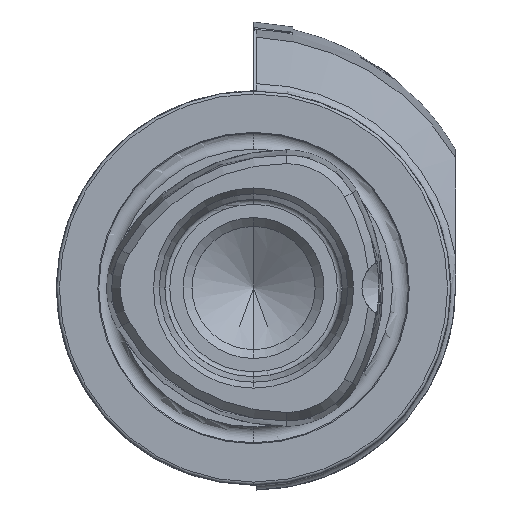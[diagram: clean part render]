
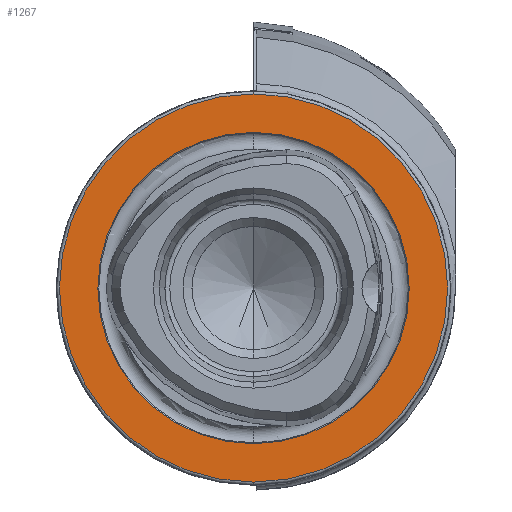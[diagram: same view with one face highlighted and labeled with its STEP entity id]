
A CAD part, left-side view. The second image highlights one B-rep face of the part: STEP entity #1267.
In plain terms, the highlighted planar face has unit normal (-1, 0, 0).
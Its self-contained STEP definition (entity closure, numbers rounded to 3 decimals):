
#648 = CARTESIAN_POINT ( 'NONE',  ( 0., 0., -19.7 ) ) ;
#649 = CARTESIAN_POINT ( 'NONE',  ( 0., 0., 19.7 ) ) ;
#659 = CARTESIAN_POINT ( 'NONE',  ( 0., 0., -15.8 ) ) ;
#709 = CARTESIAN_POINT ( 'NONE',  ( 0., 0., 15.8 ) ) ;
#780 = AXIS2_PLACEMENT_3D ( 'NONE', #6020, #6011, #6010 ) ;
#1046 = EDGE_LOOP ( 'NONE', ( #6779, #6778 ) ) ;
#1069 = EDGE_LOOP ( 'NONE', ( #6782, #6780 ) ) ;
#1267 = ADVANCED_FACE ( 'NONE', ( #6098, #6082 ), #6018, .F. ) ;
#2606 = CIRCLE ( 'NONE', #9434, 15.8 ) ;
#2609 = CIRCLE ( 'NONE', #9433, 19.7 ) ;
#2764 = CIRCLE ( 'NONE', #9381, 19.7 ) ;
#2772 = CIRCLE ( 'NONE', #9378, 15.8 ) ;
#4303 = EDGE_CURVE ( 'NONE', #8492, #8542, #2772, .T. ) ;
#4307 = EDGE_CURVE ( 'NONE', #8482, #8481, #2764, .T. ) ;
#4956 = CARTESIAN_POINT ( 'NONE',  ( 0., 0., 0. ) ) ;
#4957 = DIRECTION ( 'NONE',  ( -1., 0., 0. ) ) ;
#4958 = DIRECTION ( 'NONE',  ( 0., 0., 1. ) ) ;
#4960 = CARTESIAN_POINT ( 'NONE',  ( 0., 0., 0. ) ) ;
#4961 = DIRECTION ( 'NONE',  ( -1., 0., 0. ) ) ;
#4962 = DIRECTION ( 'NONE',  ( 0., 0., 1. ) ) ;
#5284 = CARTESIAN_POINT ( 'NONE',  ( 0., 0., 0. ) ) ;
#5285 = DIRECTION ( 'NONE',  ( -1., 0., 0. ) ) ;
#5286 = DIRECTION ( 'NONE',  ( 0., 0., 1. ) ) ;
#5295 = CARTESIAN_POINT ( 'NONE',  ( 0., 0., 0. ) ) ;
#5296 = DIRECTION ( 'NONE',  ( -1., 0., 0. ) ) ;
#5297 = DIRECTION ( 'NONE',  ( 0., 0., 1. ) ) ;
#6010 = DIRECTION ( 'NONE',  ( 0., 0., -1. ) ) ;
#6011 = DIRECTION ( 'NONE',  ( 1., 0., 0. ) ) ;
#6018 = PLANE ( 'NONE',  #780 ) ;
#6020 = CARTESIAN_POINT ( 'NONE',  ( 0., 15.8, 0. ) ) ;
#6082 = FACE_OUTER_BOUND ( 'NONE', #1046, .T. ) ;
#6098 = FACE_BOUND ( 'NONE', #1069, .T. ) ;
#6129 = EDGE_CURVE ( 'NONE', #8481, #8482, #2609, .T. ) ;
#6130 = EDGE_CURVE ( 'NONE', #8542, #8492, #2606, .T. ) ;
#6778 = ORIENTED_EDGE ( 'NONE', *, *, #6129, .T. ) ;
#6779 = ORIENTED_EDGE ( 'NONE', *, *, #4307, .T. ) ;
#6780 = ORIENTED_EDGE ( 'NONE', *, *, #4303, .F. ) ;
#6782 = ORIENTED_EDGE ( 'NONE', *, *, #6130, .F. ) ;
#8481 = VERTEX_POINT ( 'NONE', #648 ) ;
#8482 = VERTEX_POINT ( 'NONE', #649 ) ;
#8492 = VERTEX_POINT ( 'NONE', #659 ) ;
#8542 = VERTEX_POINT ( 'NONE', #709 ) ;
#9378 = AXIS2_PLACEMENT_3D ( 'NONE', #5284, #5285, #5286 ) ;
#9381 = AXIS2_PLACEMENT_3D ( 'NONE', #5295, #5296, #5297 ) ;
#9433 = AXIS2_PLACEMENT_3D ( 'NONE', #4956, #4957, #4958 ) ;
#9434 = AXIS2_PLACEMENT_3D ( 'NONE', #4960, #4961, #4962 ) ;
